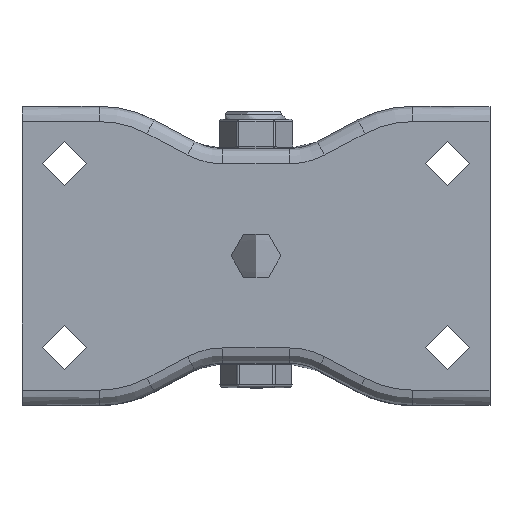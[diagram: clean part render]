
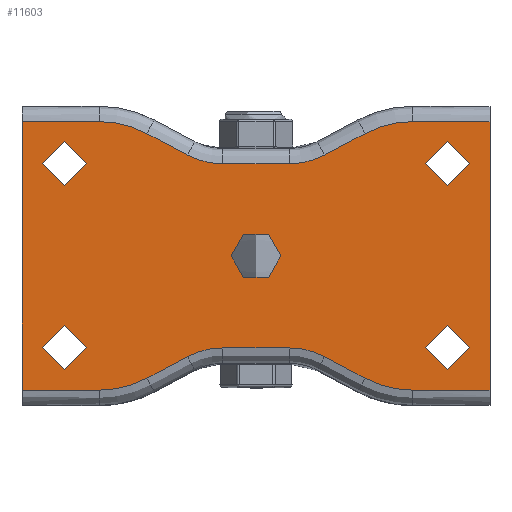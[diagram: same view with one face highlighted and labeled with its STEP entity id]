
A CAD part, top view. The second image highlights one B-rep face of the part: STEP entity #11603.
In plain terms, the highlighted planar face has unit normal (0, 0, 1).
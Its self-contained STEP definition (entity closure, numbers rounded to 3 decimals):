
#1252=FACE_BOUND('',#2566,.T.);
#1253=FACE_BOUND('',#2567,.T.);
#1254=FACE_BOUND('',#2568,.T.);
#1255=FACE_BOUND('',#2569,.T.);
#1256=FACE_BOUND('',#2570,.T.);
#1393=CIRCLE('',#12444,5.75);
#1395=CIRCLE('',#12447,5.75);
#1404=CIRCLE('',#12485,26.5);
#1407=CIRCLE('',#12490,19.5);
#1410=CIRCLE('',#12495,19.5);
#1413=CIRCLE('',#12500,26.5);
#1416=CIRCLE('',#12505,6.5);
#1421=CIRCLE('',#12513,5.75);
#1423=CIRCLE('',#12516,5.75);
#1430=CIRCLE('',#12536,26.5);
#1431=CIRCLE('',#12537,19.5);
#1432=CIRCLE('',#12538,19.5);
#1433=CIRCLE('',#12539,26.5);
#1434=CIRCLE('',#12540,6.5);
#1846=FACE_OUTER_BOUND('',#2565,.T.);
#2565=EDGE_LOOP('',(#8026,#8027,#8028,#8029,#8030,#8031,#8032,#8033,#8034,
#8035,#8036,#8037,#8038,#8039,#8040,#8041,#8042,#8043,#8044,#8045));
#2566=EDGE_LOOP('',(#8046,#8047));
#2567=EDGE_LOOP('',(#8048));
#2568=EDGE_LOOP('',(#8049));
#2569=EDGE_LOOP('',(#8050));
#2570=EDGE_LOOP('',(#8051));
#3418=LINE('',#16434,#4174);
#3419=LINE('',#16442,#4175);
#3420=LINE('',#16450,#4176);
#3421=LINE('',#16458,#4177);
#3422=LINE('',#16467,#4178);
#3434=LINE('',#16515,#4190);
#3450=LINE('',#16588,#4206);
#3451=LINE('',#16590,#4207);
#3452=LINE('',#16594,#4208);
#3453=LINE('',#16598,#4209);
#3454=LINE('',#16602,#4210);
#3455=LINE('',#16605,#4211);
#4174=VECTOR('',#13609,10.);
#4175=VECTOR('',#13620,10.);
#4176=VECTOR('',#13631,10.);
#4177=VECTOR('',#13642,10.);
#4178=VECTOR('',#13655,10.);
#4190=VECTOR('',#13701,1.);
#4206=VECTOR('',#13747,1.);
#4207=VECTOR('',#13748,10.);
#4208=VECTOR('',#13751,10.);
#4209=VECTOR('',#13754,10.);
#4210=VECTOR('',#13757,10.);
#4211=VECTOR('',#13760,10.);
#4900=VERTEX_POINT('',#16297);
#4902=VERTEX_POINT('',#16303);
#4932=VERTEX_POINT('',#16431);
#4933=VERTEX_POINT('',#16433);
#4934=VERTEX_POINT('',#16437);
#4935=VERTEX_POINT('',#16441);
#4936=VERTEX_POINT('',#16445);
#4937=VERTEX_POINT('',#16449);
#4938=VERTEX_POINT('',#16453);
#4939=VERTEX_POINT('',#16457);
#4940=VERTEX_POINT('',#16461);
#4941=VERTEX_POINT('',#16465);
#4943=VERTEX_POINT('',#16470);
#4944=VERTEX_POINT('',#16472);
#4955=VERTEX_POINT('',#16498);
#4957=VERTEX_POINT('',#16504);
#4960=VERTEX_POINT('',#16514);
#4978=VERTEX_POINT('',#16587);
#4979=VERTEX_POINT('',#16589);
#4980=VERTEX_POINT('',#16591);
#4981=VERTEX_POINT('',#16593);
#4982=VERTEX_POINT('',#16595);
#4983=VERTEX_POINT('',#16597);
#4984=VERTEX_POINT('',#16599);
#4985=VERTEX_POINT('',#16601);
#4986=VERTEX_POINT('',#16603);
#6059=EDGE_CURVE('',#4900,#4900,#1393,.T.);
#6062=EDGE_CURVE('',#4902,#4902,#1395,.T.);
#6113=EDGE_CURVE('',#4933,#4932,#3418,.T.);
#6115=EDGE_CURVE('',#4934,#4933,#1404,.T.);
#6117=EDGE_CURVE('',#4935,#4934,#3419,.T.);
#6119=EDGE_CURVE('',#4936,#4935,#1407,.T.);
#6121=EDGE_CURVE('',#4937,#4936,#3420,.T.);
#6123=EDGE_CURVE('',#4938,#4937,#1410,.T.);
#6125=EDGE_CURVE('',#4939,#4938,#3421,.T.);
#6127=EDGE_CURVE('',#4940,#4939,#1413,.T.);
#6130=EDGE_CURVE('',#4941,#4940,#3422,.T.);
#6132=EDGE_CURVE('',#4943,#4944,#1416,.T.);
#6145=EDGE_CURVE('',#4955,#4955,#1421,.T.);
#6148=EDGE_CURVE('',#4957,#4957,#1423,.T.);
#6152=EDGE_CURVE('',#4960,#4941,#3434,.T.);
#6179=EDGE_CURVE('',#4932,#4978,#3450,.T.);
#6180=EDGE_CURVE('',#4979,#4978,#3451,.T.);
#6181=EDGE_CURVE('',#4980,#4979,#1430,.T.);
#6182=EDGE_CURVE('',#4981,#4980,#3452,.T.);
#6183=EDGE_CURVE('',#4982,#4981,#1431,.T.);
#6184=EDGE_CURVE('',#4983,#4982,#3453,.T.);
#6185=EDGE_CURVE('',#4984,#4983,#1432,.T.);
#6186=EDGE_CURVE('',#4985,#4984,#3454,.T.);
#6187=EDGE_CURVE('',#4986,#4985,#1433,.T.);
#6188=EDGE_CURVE('',#4960,#4986,#3455,.T.);
#6189=EDGE_CURVE('',#4943,#4944,#1434,.T.);
#8026=ORIENTED_EDGE('',*,*,#6152,.T.);
#8027=ORIENTED_EDGE('',*,*,#6130,.T.);
#8028=ORIENTED_EDGE('',*,*,#6127,.T.);
#8029=ORIENTED_EDGE('',*,*,#6125,.T.);
#8030=ORIENTED_EDGE('',*,*,#6123,.T.);
#8031=ORIENTED_EDGE('',*,*,#6121,.T.);
#8032=ORIENTED_EDGE('',*,*,#6119,.T.);
#8033=ORIENTED_EDGE('',*,*,#6117,.T.);
#8034=ORIENTED_EDGE('',*,*,#6115,.T.);
#8035=ORIENTED_EDGE('',*,*,#6113,.T.);
#8036=ORIENTED_EDGE('',*,*,#6179,.T.);
#8037=ORIENTED_EDGE('',*,*,#6180,.F.);
#8038=ORIENTED_EDGE('',*,*,#6181,.F.);
#8039=ORIENTED_EDGE('',*,*,#6182,.F.);
#8040=ORIENTED_EDGE('',*,*,#6183,.F.);
#8041=ORIENTED_EDGE('',*,*,#6184,.F.);
#8042=ORIENTED_EDGE('',*,*,#6185,.F.);
#8043=ORIENTED_EDGE('',*,*,#6186,.F.);
#8044=ORIENTED_EDGE('',*,*,#6187,.F.);
#8045=ORIENTED_EDGE('',*,*,#6188,.F.);
#8046=ORIENTED_EDGE('',*,*,#6189,.T.);
#8047=ORIENTED_EDGE('',*,*,#6132,.F.);
#8048=ORIENTED_EDGE('',*,*,#6062,.F.);
#8049=ORIENTED_EDGE('',*,*,#6059,.F.);
#8050=ORIENTED_EDGE('',*,*,#6145,.T.);
#8051=ORIENTED_EDGE('',*,*,#6148,.T.);
#11325=PLANE('',#12535);
#11603=ADVANCED_FACE('',(#1846,#1252,#1253,#1254,#1255,#1256),#11325,.F.);
#12444=AXIS2_PLACEMENT_3D('',#16299,#13500,#13501);
#12447=AXIS2_PLACEMENT_3D('',#16305,#13507,#13508);
#12485=AXIS2_PLACEMENT_3D('',#16438,#13614,#13615);
#12490=AXIS2_PLACEMENT_3D('',#16446,#13625,#13626);
#12495=AXIS2_PLACEMENT_3D('',#16454,#13636,#13637);
#12500=AXIS2_PLACEMENT_3D('',#16462,#13647,#13648);
#12505=AXIS2_PLACEMENT_3D('',#16473,#13659,#13660);
#12513=AXIS2_PLACEMENT_3D('',#16500,#13683,#13684);
#12516=AXIS2_PLACEMENT_3D('',#16506,#13690,#13691);
#12535=AXIS2_PLACEMENT_3D('',#16586,#13745,#13746);
#12536=AXIS2_PLACEMENT_3D('',#16592,#13749,#13750);
#12537=AXIS2_PLACEMENT_3D('',#16596,#13752,#13753);
#12538=AXIS2_PLACEMENT_3D('',#16600,#13755,#13756);
#12539=AXIS2_PLACEMENT_3D('',#16604,#13758,#13759);
#12540=AXIS2_PLACEMENT_3D('',#16606,#13761,#13762);
#13500=DIRECTION('center_axis',(0.,0.,1.));
#13501=DIRECTION('ref_axis',(1.,0.,0.));
#13507=DIRECTION('center_axis',(0.,0.,1.));
#13508=DIRECTION('ref_axis',(1.,0.,0.));
#13609=DIRECTION('',(-1.,0.,0.));
#13614=DIRECTION('center_axis',(0.,0.,1.));
#13615=DIRECTION('ref_axis',(0.242,0.97,0.));
#13620=DIRECTION('',(-0.883,0.469,0.));
#13625=DIRECTION('center_axis',(0.,0.,-1.));
#13626=DIRECTION('ref_axis',(-0.242,-0.97,0.));
#13631=DIRECTION('',(-1.,0.,0.));
#13636=DIRECTION('center_axis',(0.,0.,-1.));
#13637=DIRECTION('ref_axis',(0.242,-0.97,0.));
#13642=DIRECTION('',(-0.883,-0.469,0.));
#13647=DIRECTION('center_axis',(0.,0.,1.));
#13648=DIRECTION('ref_axis',(-0.242,0.97,0.));
#13655=DIRECTION('',(-1.,0.,0.));
#13659=DIRECTION('center_axis',(0.,0.,1.));
#13660=DIRECTION('ref_axis',(-1.,0.,0.));
#13683=DIRECTION('center_axis',(0.,0.,-1.));
#13684=DIRECTION('ref_axis',(1.,0.,0.));
#13690=DIRECTION('center_axis',(0.,0.,-1.));
#13691=DIRECTION('ref_axis',(1.,0.,0.));
#13701=DIRECTION('',(0.,1.,0.));
#13745=DIRECTION('center_axis',(0.,0.,-1.));
#13746=DIRECTION('ref_axis',(0.,-1.,0.));
#13747=DIRECTION('',(0.,-1.,0.));
#13748=DIRECTION('',(-1.,0.,0.));
#13749=DIRECTION('center_axis',(0.,0.,-1.));
#13750=DIRECTION('ref_axis',(0.242,-0.97,0.));
#13751=DIRECTION('',(-0.883,-0.469,0.));
#13752=DIRECTION('center_axis',(0.,0.,1.));
#13753=DIRECTION('ref_axis',(-0.242,0.97,0.));
#13754=DIRECTION('',(-1.,0.,0.));
#13755=DIRECTION('center_axis',(0.,0.,1.));
#13756=DIRECTION('ref_axis',(0.242,0.97,0.));
#13757=DIRECTION('',(-0.883,0.469,0.));
#13758=DIRECTION('center_axis',(0.,0.,-1.));
#13759=DIRECTION('ref_axis',(-0.242,-0.97,0.));
#13760=DIRECTION('',(-1.,0.,0.));
#13761=DIRECTION('center_axis',(0.,0.,-1.));
#13762=DIRECTION('ref_axis',(-1.,0.,0.));
#16297=CARTESIAN_POINT('',(536.794,-26.195,0.));
#16299=CARTESIAN_POINT('Origin',(531.044,-26.195,0.));
#16303=CARTESIAN_POINT('',(436.794,-26.195,0.));
#16305=CARTESIAN_POINT('Origin',(431.044,-26.195,0.));
#16431=CARTESIAN_POINT('',(420.044,-15.195,0.));
#16433=CARTESIAN_POINT('',(440.167,-15.195,0.));
#16434=CARTESIAN_POINT('',(440.167,-15.195,0.));
#16437=CARTESIAN_POINT('',(452.608,-18.297,0.));
#16438=CARTESIAN_POINT('Origin',(440.167,-41.695,0.));
#16441=CARTESIAN_POINT('',(463.169,-23.913,0.));
#16442=CARTESIAN_POINT('',(456.243,-20.23,0.));
#16445=CARTESIAN_POINT('',(472.324,-26.195,0.));
#16446=CARTESIAN_POINT('Origin',(472.324,-6.695,0.));
#16449=CARTESIAN_POINT('',(489.763,-26.195,0.));
#16450=CARTESIAN_POINT('',(460.605,-26.195,0.));
#16453=CARTESIAN_POINT('',(498.918,-23.913,0.));
#16454=CARTESIAN_POINT('Origin',(489.763,-6.695,0.));
#16457=CARTESIAN_POINT('',(509.479,-18.297,0.));
#16458=CARTESIAN_POINT('',(477.612,-35.241,0.));
#16461=CARTESIAN_POINT('',(521.92,-15.195,0.));
#16462=CARTESIAN_POINT('Origin',(521.92,-41.695,0.));
#16465=CARTESIAN_POINT('',(542.044,-15.195,0.));
#16467=CARTESIAN_POINT('',(440.167,-15.195,0.));
#16470=CARTESIAN_POINT('',(487.544,-50.195,0.));
#16472=CARTESIAN_POINT('',(474.544,-50.195,0.));
#16473=CARTESIAN_POINT('Origin',(481.044,-50.195,0.));
#16498=CARTESIAN_POINT('',(536.794,-74.195,0.));
#16500=CARTESIAN_POINT('Origin',(531.044,-74.195,0.));
#16504=CARTESIAN_POINT('',(436.794,-74.195,0.));
#16506=CARTESIAN_POINT('Origin',(431.044,-74.195,0.));
#16514=CARTESIAN_POINT('',(542.044,-85.195,0.));
#16515=CARTESIAN_POINT('',(542.044,-85.695,0.));
#16586=CARTESIAN_POINT('Origin',(440.167,-58.695,0.));
#16587=CARTESIAN_POINT('',(420.044,-85.195,0.));
#16588=CARTESIAN_POINT('',(420.044,-50.195,0.));
#16589=CARTESIAN_POINT('',(440.167,-85.195,0.));
#16590=CARTESIAN_POINT('',(440.167,-85.195,0.));
#16591=CARTESIAN_POINT('',(452.608,-82.093,0.));
#16592=CARTESIAN_POINT('Origin',(440.167,-58.695,0.));
#16593=CARTESIAN_POINT('',(463.169,-76.478,0.));
#16594=CARTESIAN_POINT('',(456.243,-80.16,0.));
#16595=CARTESIAN_POINT('',(472.324,-74.195,0.));
#16596=CARTESIAN_POINT('Origin',(472.324,-93.695,0.));
#16597=CARTESIAN_POINT('',(489.763,-74.195,0.));
#16598=CARTESIAN_POINT('',(460.605,-74.195,0.));
#16599=CARTESIAN_POINT('',(498.918,-76.478,0.));
#16600=CARTESIAN_POINT('Origin',(489.763,-93.695,0.));
#16601=CARTESIAN_POINT('',(509.479,-82.093,0.));
#16602=CARTESIAN_POINT('',(477.612,-65.149,0.));
#16603=CARTESIAN_POINT('',(521.92,-85.195,0.));
#16604=CARTESIAN_POINT('Origin',(521.92,-58.695,0.));
#16605=CARTESIAN_POINT('',(440.167,-85.195,0.));
#16606=CARTESIAN_POINT('Origin',(481.044,-50.195,0.));
